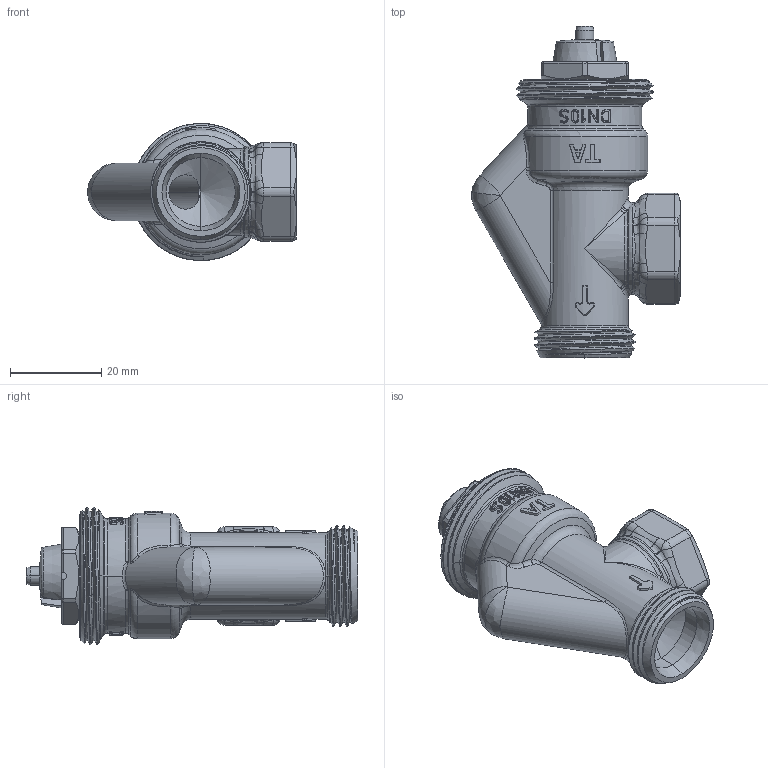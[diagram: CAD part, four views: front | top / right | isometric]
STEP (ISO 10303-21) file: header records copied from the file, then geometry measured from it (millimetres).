
FILE_DESCRIPTION((''),'2;1');
FILE_NAME('50824-010-GEWINDE_SW0001','2016-06-09T',('marann'),(''),'PRO/ENGINEER BY PARAMETRIC TECHNOLOGY CORPORATION, 2011490','PRO/ENGINEER BY PARAMETRIC TECHNOLOGY CORPORATION, 2011490','');
FILE_SCHEMA(('CONFIG_CONTROL_DESIGN'));
Length unit declared in the file: millimetre
Products named in the file (1): 50824-010-GEWINDE_SW0001
Bounding box: 45.67 x 72.6 x 30 mm (x, y, z)
Volume: 19216.5 mm3; surface area: 16038.2 mm2
Topology: 2 solids, 2 shells, 711 faces, 1837 edges, 1149 vertices
Faces by surface type: bspline 252, cylinder 176, cone 105, plane 88, torus 69, sphere 18, extrusion 3
Entity records: 45618 total; most frequent: CARTESIAN_POINT 30536, ORIENTED_EDGE 3642, DIRECTION 2302, EDGE_CURVE 1821, VERTEX_POINT 1149, AXIS2_PLACEMENT_3D 908, B_SPLINE_CURVE_WITH_KNOTS 889, EDGE_LOOP 752
